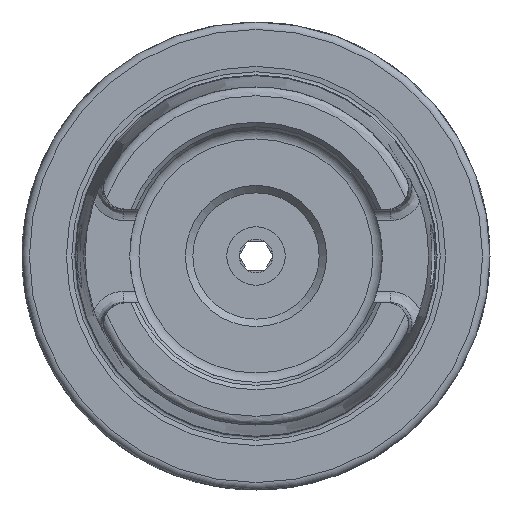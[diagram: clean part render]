
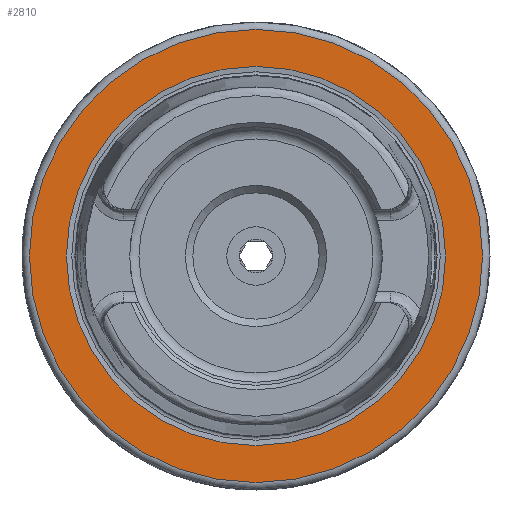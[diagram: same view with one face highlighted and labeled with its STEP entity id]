
A CAD part, left-side view. The second image highlights one B-rep face of the part: STEP entity #2810.
In plain terms, the highlighted planar face has unit normal (-1, 0, 0).
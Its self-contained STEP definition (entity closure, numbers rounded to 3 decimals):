
#235=FACE_BOUND('',#776,.T.);
#384=CIRCLE('',#3126,25.521);
#385=CIRCLE('',#3128,30.5);
#585=FACE_OUTER_BOUND('',#775,.T.);
#775=EDGE_LOOP('',(#2566));
#776=EDGE_LOOP('',(#2567));
#1320=VERTEX_POINT('',#6467);
#1321=VERTEX_POINT('',#6471);
#1736=EDGE_CURVE('',#1320,#1320,#384,.T.);
#1737=EDGE_CURVE('',#1321,#1321,#385,.T.);
#2566=ORIENTED_EDGE('',*,*,#1737,.F.);
#2567=ORIENTED_EDGE('',*,*,#1736,.T.);
#2646=PLANE('',#3127);
#2810=ADVANCED_FACE('',(#585,#235),#2646,.T.);
#3126=AXIS2_PLACEMENT_3D('',#6469,#3867,#3868);
#3127=AXIS2_PLACEMENT_3D('',#6470,#3869,#3870);
#3128=AXIS2_PLACEMENT_3D('',#6472,#3871,#3872);
#3867=DIRECTION('center_axis',(1.,0.,0.));
#3868=DIRECTION('ref_axis',(0.,0.,-1.));
#3869=DIRECTION('center_axis',(-1.,0.,0.));
#3870=DIRECTION('ref_axis',(0.,0.,1.));
#3871=DIRECTION('center_axis',(1.,0.,0.));
#3872=DIRECTION('ref_axis',(0.,0.,-1.));
#6467=CARTESIAN_POINT('',(0.,-25.521,0.));
#6469=CARTESIAN_POINT('Origin',(0.,0.,
0.));
#6470=CARTESIAN_POINT('Origin',(0.,30.5,0.));
#6471=CARTESIAN_POINT('',(0.,0.,30.5));
#6472=CARTESIAN_POINT('Origin',(0.,0.,
0.));
